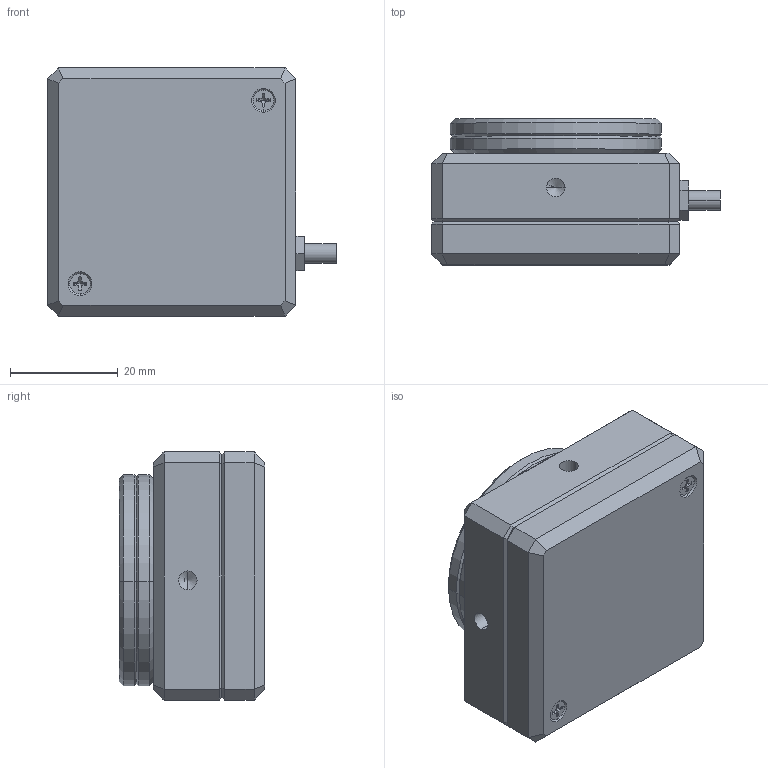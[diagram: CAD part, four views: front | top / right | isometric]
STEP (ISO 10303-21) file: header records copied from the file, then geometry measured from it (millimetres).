
FILE_DESCRIPTION (( 'STEP AP214' ), '1' );
FILE_NAME ('DataRay LCM 20191114.STEP', '2020-01-21T23:47:43', ( '' ), ( '' ), 'SwSTEP 2.0', 'SolidWorks 2019', '' );
FILE_SCHEMA (( 'AUTOMOTIVE_DESIGN' ));
Length unit declared in the file: millimetre
Products named in the file (15): DataRay LCM 20191114; 92010A006_METRIC 18-8 SS FLAT HEAD PHIL MACHINE SCREW^DataRay LCM 20191114_92010A006; Copy of Magnet^Mag ND 2.0; LCM-MV LED^DataRay LCM 20191114; Copy of 1in Large ND Filter Glass^Mag ND 2.0; LCM-MV Case Top 20190422; Mag ND 2.0_4.0; DataRay Magnetic ND FilterV2_4.0; Part2^PCB DataRay LCM; LCM-MV USB3110-30-A_revF; PCB DataRay LCM; 91698A201_METRIC 18-8 SS FLAT HEAD PHIL MACHINE SCREW_91698A201; LCM-MV smb port^DataRay LCM 20191114; Part1^PCB DataRay LCM; LCM-MV Case Bottom
Assembly tree (22 placements, depth 3):
  DataRay LCM 20191114
    LCM-MV Case Bottom
    LCM-MV Case Top 20190422
    LCM-MV smb port^DataRay LCM 20191114
    LCM-MV LED^DataRay LCM 20191114
    92010A006_METRIC 18-8 SS FLAT HEAD PHIL MACHINE SCREW^DataRay LCM 20191114_92010A006  x2
    Mag ND 2.0_4.0
      DataRay Magnetic ND FilterV2_4.0  x2
      Copy of Magnet^Mag ND 2.0  x4
      91698A201_METRIC 18-8 SS FLAT HEAD PHIL MACHINE SCREW_91698A201  x4
      Copy of 1in Large ND Filter Glass^Mag ND 2.0
    PCB DataRay LCM
      LCM-MV USB3110-30-A_revF
      Part1^PCB DataRay LCM
      Part2^PCB DataRay LCM
Bounding box: 53.5 x 27.05 x 46 mm (x, y, z)
Volume: 36152.9 mm3; surface area: 26705.5 mm2
Topology: 20 solids, 20 shells, 1845 faces, 5072 edges, 3274 vertices
Faces by surface type: plane 878, cylinder 759, cone 179, bspline 14, sphere 11, torus 4
Entity records: 58361 total; most frequent: CARTESIAN_POINT 14347, ORIENTED_EDGE 7638, DIRECTION 6308, EDGE_CURVE 3819, LINE 2542, VECTOR 2542, VERTEX_POINT 2469, AXIS2_PLACEMENT_3D 1883
